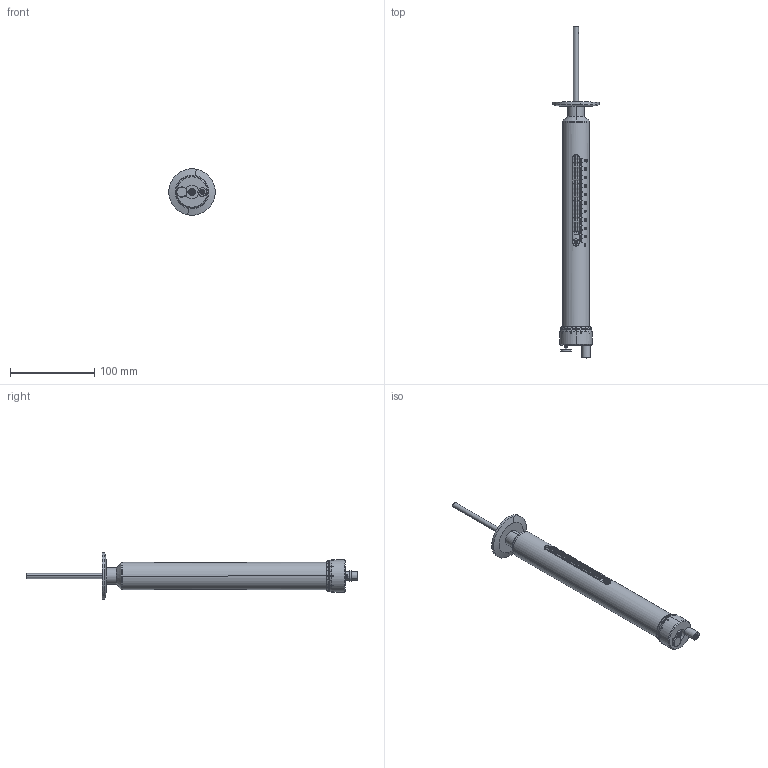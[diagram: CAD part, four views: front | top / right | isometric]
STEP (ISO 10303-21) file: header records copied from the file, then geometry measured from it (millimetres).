
FILE_DESCRIPTION (( 'STEP AP214' ), '1' );
FILE_NAME ('612-CLD100-K40.STEP', '2015-07-16T09:31:44', ( '' ), ( '' ), 'SwSTEP 2.0', 'SolidWorks 2014', '' );
FILE_SCHEMA (( 'AUTOMOTIVE_DESIGN' ));
Length unit declared in the file: millimetre
Products named in the file (28): ISO 2009 - M2.5 x 5 --- 5N_ISO 2009 - M2.5 x 5 --- 5N; 906-XFM-X-X_906-XFM-06-10; Hexagon Nut ISO 4032 - M4 - D - C_Hexagon Nut ISO 4032 - M4 - D - C; 9612-CLD-KK-16A-X_9612-CLD-KK-18A-100; Spring washer DIN 128 - A4_Spring washer DIN 128 - A4; 9612-CLD-09C-X_100mm KF,ISO-K; Washer DIN 125 - A 4.3_Washer DIN 125 - A 4.3; 9612-CLD-21-W-X_Expand-Varia100; 9612-CLD-8B; Lock washer DIN 6799 - 5_Lock washer DIN 6799 - 5; 9453-EWB-14-26-X_9453-EWB-14-26-100; Washer DIN 125 - A 6.4_Washer DIN 125 - A 6.4; 9453-EWB-14-26_expand.; 9612-LD-3B; 614-CLD-H; DIN 912 M3 x 20 --- 20N_DIN 912 M3 x 20 --- 20N; 612-CLD100-K40; 9612-CLD-KK-19; 9612-CLD-KK-17; 9612-LD-KFB_DN40 KF; 9612-CLD-KK-11; 9612-CLD-17; 9612-CLD-KK-14A_Scala; DIN 653 -- M3 x 16 --- 12.5NN_DIN 653 -- M3 x 16 --- 12.5NN; 9612-CLD-KK-10A-X_9612-CLD-KK-10A-100; DIN 912 M2.5 x 8 --- 8N_DIN 912 M2.5 x 8 --- 8N; 9612-CLD-KK-13D-X_9612-CLD-KK-13D-100; 906-XFM-06-8_906-XFM-06-10
Assembly tree (189 placements, depth 4):
  612-CLD100-K40
    9612-CLD-21-W-X_Expand-Varia100
      9612-LD-3B
      9453-EWB-14-26-X_9453-EWB-14-26-100
        9453-EWB-14-26_expand.  x160
      9612-CLD-8B
    9612-CLD-09C-X_100mm KF,ISO-K
    9612-CLD-KK-16A-X_9612-CLD-KK-18A-100
    906-XFM-X-X_906-XFM-06-10
    906-XFM-06-8_906-XFM-06-10
    9612-CLD-KK-13D-X_9612-CLD-KK-13D-100
    9612-CLD-KK-10A-X_9612-CLD-KK-10A-100
    9612-CLD-KK-14A_Scala
    9612-CLD-17  x2
    9612-CLD-KK-11
    9612-LD-KFB_DN40 KF
    614-CLD-H
      9612-CLD-KK-17
      9612-CLD-KK-19
      DIN 912 M3 x 20 --- 20N_DIN 912 M3 x 20 --- 20N
    Washer DIN 125 - A 6.4_Washer DIN 125 - A 6.4
    Lock washer DIN 6799 - 5_Lock washer DIN 6799 - 5
    Washer DIN 125 - A 4.3_Washer DIN 125 - A 4.3
    Spring washer DIN 128 - A4_Spring washer DIN 128 - A4
    Hexagon Nut ISO 4032 - M4 - D - C_Hexagon Nut ISO 4032 - M4 - D - C
    ISO 2009 - M2.5 x 5 --- 5N_ISO 2009 - M2.5 x 5 --- 5N  x2
    DIN 912 M2.5 x 8 --- 8N_DIN 912 M2.5 x 8 --- 8N  x2
    DIN 653 -- M3 x 16 --- 12.5NN_DIN 653 -- M3 x 16 --- 12.5NN
Bounding box: 55 x 393 x 55 mm (x, y, z)
Volume: 152194.2 mm3; surface area: 216734.4 mm2
Topology: 186 solids, 186 shells, 3456 faces, 8110 edges, 5028 vertices
Faces by surface type: cylinder 1142, plane 1046, cone 833, bspline 395, torus 40
Entity records: 136236 total; most frequent: CARTESIAN_POINT 83578, ORIENTED_EDGE 10844, DIRECTION 9181, EDGE_CURVE 5422, VERTEX_POINT 3675, AXIS2_PLACEMENT_3D 3512, EDGE_LOOP 2511, LINE 2157
